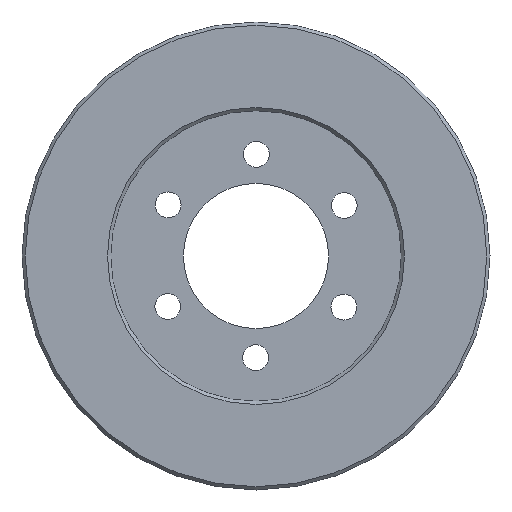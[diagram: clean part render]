
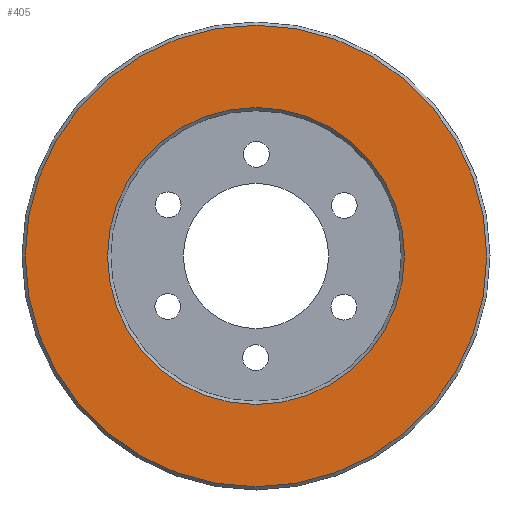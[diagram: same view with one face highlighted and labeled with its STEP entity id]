
A CAD part, left-side view. The second image highlights one B-rep face of the part: STEP entity #405.
In plain terms, the highlighted planar face has unit normal (-1, 0, 0).
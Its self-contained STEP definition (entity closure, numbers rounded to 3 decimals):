
#66 = CONICAL_SURFACE('',#67,45.,0.785);
#67 = AXIS2_PLACEMENT_3D('',#68,#69,#70);
#68 = CARTESIAN_POINT('',(-13.113,0.,0.));
#69 = DIRECTION('',(-1.,-0.,-0.));
#70 = DIRECTION('',(0.,1.,0.));
#110 = VERTEX_POINT('',#111);
#111 = CARTESIAN_POINT('',(-14.113,46.,0.));
#134 = EDGE_CURVE('',#110,#110,#135,.T.);
#135 = SURFACE_CURVE('',#136,(#141,#148),.PCURVE_S1.);
#136 = CIRCLE('',#137,46.);
#137 = AXIS2_PLACEMENT_3D('',#138,#139,#140);
#138 = CARTESIAN_POINT('',(-14.113,0.,0.));
#139 = DIRECTION('',(1.,0.,0.));
#140 = DIRECTION('',(0.,1.,0.));
#141 = PCURVE('',#66,#142);
#142 = DEFINITIONAL_REPRESENTATION('',(#143),#147);
#143 = LINE('',#144,#145);
#144 = CARTESIAN_POINT('',(-0.,1.));
#145 = VECTOR('',#146,1.);
#146 = DIRECTION('',(-1.,0.));
#147 = ( GEOMETRIC_REPRESENTATION_CONTEXT(2) 
PARAMETRIC_REPRESENTATION_CONTEXT() REPRESENTATION_CONTEXT('2D SPACE',''
  ) );
#148 = PCURVE('',#149,#154);
#149 = PLANE('',#150);
#150 = AXIS2_PLACEMENT_3D('',#151,#152,#153);
#151 = CARTESIAN_POINT('',(-14.113,0.,0.));
#152 = DIRECTION('',(1.,0.,0.));
#153 = DIRECTION('',(0.,1.,0.));
#154 = DEFINITIONAL_REPRESENTATION('',(#155),#159);
#155 = CIRCLE('',#156,46.);
#156 = AXIS2_PLACEMENT_2D('',#157,#158);
#157 = CARTESIAN_POINT('',(0.,0.));
#158 = DIRECTION('',(1.,0.));
#159 = ( GEOMETRIC_REPRESENTATION_CONTEXT(2) 
PARAMETRIC_REPRESENTATION_CONTEXT() REPRESENTATION_CONTEXT('2D SPACE',''
  ) );
#405 = ADVANCED_FACE('',(#406,#437),#149,.F.);
#406 = FACE_BOUND('',#407,.F.);
#407 = EDGE_LOOP('',(#408));
#408 = ORIENTED_EDGE('',*,*,#409,.T.);
#409 = EDGE_CURVE('',#410,#410,#412,.T.);
#410 = VERTEX_POINT('',#411);
#411 = CARTESIAN_POINT('',(-14.113,71.5,0.));
#412 = SURFACE_CURVE('',#413,(#418,#425),.PCURVE_S1.);
#413 = CIRCLE('',#414,71.5);
#414 = AXIS2_PLACEMENT_3D('',#415,#416,#417);
#415 = CARTESIAN_POINT('',(-14.113,0.,0.));
#416 = DIRECTION('',(1.,0.,0.));
#417 = DIRECTION('',(0.,1.,0.));
#418 = PCURVE('',#149,#419);
#419 = DEFINITIONAL_REPRESENTATION('',(#420),#424);
#420 = CIRCLE('',#421,71.5);
#421 = AXIS2_PLACEMENT_2D('',#422,#423);
#422 = CARTESIAN_POINT('',(0.,0.));
#423 = DIRECTION('',(1.,0.));
#424 = ( GEOMETRIC_REPRESENTATION_CONTEXT(2) 
PARAMETRIC_REPRESENTATION_CONTEXT() REPRESENTATION_CONTEXT('2D SPACE',''
  ) );
#425 = PCURVE('',#426,#431);
#426 = CONICAL_SURFACE('',#427,72.5,0.785);
#427 = AXIS2_PLACEMENT_3D('',#428,#429,#430);
#428 = CARTESIAN_POINT('',(-13.113,0.,0.));
#429 = DIRECTION('',(1.,0.,0.));
#430 = DIRECTION('',(0.,1.,0.));
#431 = DEFINITIONAL_REPRESENTATION('',(#432),#436);
#432 = LINE('',#433,#434);
#433 = CARTESIAN_POINT('',(0.,-1.));
#434 = VECTOR('',#435,1.);
#435 = DIRECTION('',(1.,0.));
#436 = ( GEOMETRIC_REPRESENTATION_CONTEXT(2) 
PARAMETRIC_REPRESENTATION_CONTEXT() REPRESENTATION_CONTEXT('2D SPACE',''
  ) );
#437 = FACE_BOUND('',#438,.F.);
#438 = EDGE_LOOP('',(#439));
#439 = ORIENTED_EDGE('',*,*,#134,.F.);
